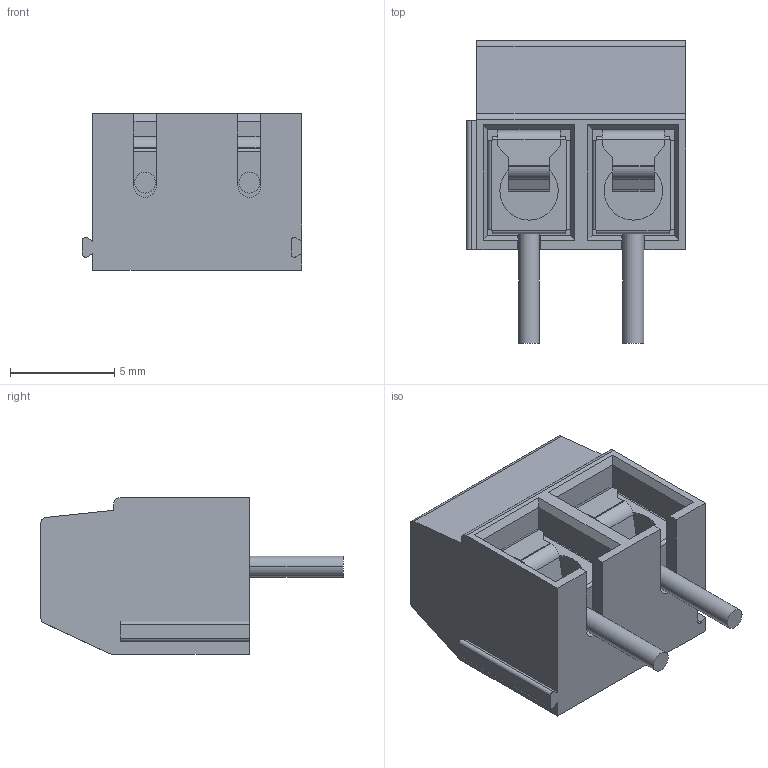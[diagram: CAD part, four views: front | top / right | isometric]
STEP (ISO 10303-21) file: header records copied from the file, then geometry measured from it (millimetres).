
FILE_DESCRIPTION (( 'STEP AP214' ), '1' );
FILE_NAME ('KF301-2P.STEP', '2021-08-03T06:57:07', ( '' ), ( '' ), 'SwSTEP 2.0', 'SolidWorks 2018', '' );
FILE_SCHEMA (( 'AUTOMOTIVE_DESIGN' ));
Length unit declared in the file: millimetre
Products named in the file (1): KF301-2P
Bounding box: 10.5 x 14.5 x 7.5 mm (x, y, z)
Volume: 431.9 mm3; surface area: 1483 mm2
Topology: 4 solids, 4 shells, 255 faces, 679 edges, 440 vertices
Faces by surface type: plane 171, cylinder 74, torus 6, cone 4
Entity records: 10963 total; most frequent: CARTESIAN_POINT 1671, ORIENTED_EDGE 1358, DIRECTION 1315, EDGE_CURVE 679, LINE 475, VECTOR 475, VERTEX_POINT 440, AXIS2_PLACEMENT_3D 420
